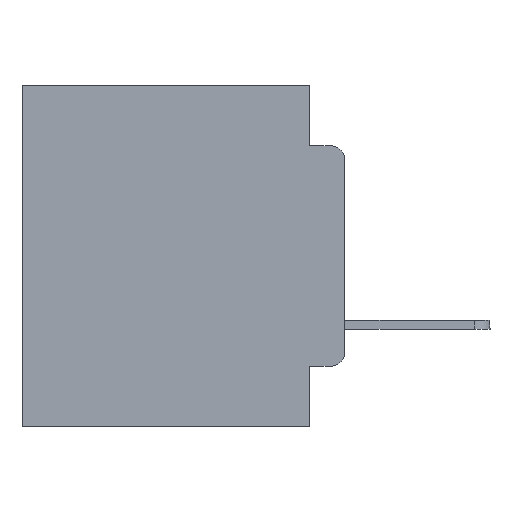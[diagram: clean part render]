
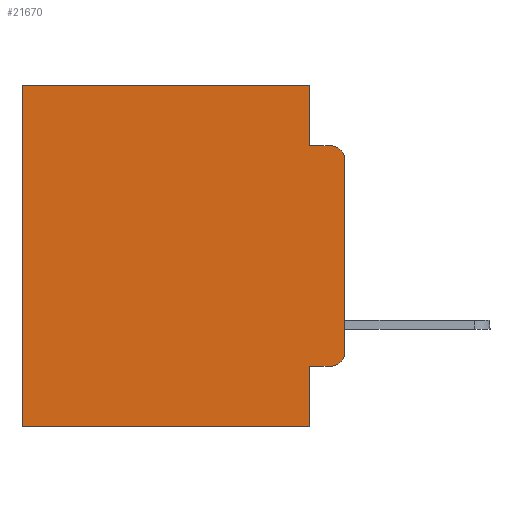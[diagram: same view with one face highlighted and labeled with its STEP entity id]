
A CAD part, left-side view. The second image highlights one B-rep face of the part: STEP entity #21670.
In plain terms, the highlighted planar face has unit normal (-1, 0, 0).
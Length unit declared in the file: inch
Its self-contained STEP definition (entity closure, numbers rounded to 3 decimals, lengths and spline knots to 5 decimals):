
#34 = EDGE_CURVE ( 'NONE', #12079, #22117, #13896, .T. ) ;
#212 = DIRECTION ( 'NONE',  ( 0., -1., 0. ) ) ;
#248 = CARTESIAN_POINT ( 'NONE',  ( 0.298, 0.051, -0.5 ) ) ;
#548 = EDGE_CURVE ( 'NONE', #2492, #3574, #8537, .T. ) ;
#604 = CIRCLE ( 'NONE', #16622, 0.02 ) ;
#992 = VECTOR ( 'NONE', #16740, 39.37008 ) ;
#1032 = ORIENTED_EDGE ( 'NONE', *, *, #23699, .T. ) ;
#1684 = ORIENTED_EDGE ( 'NONE', *, *, #9208, .T. ) ;
#2492 = VERTEX_POINT ( 'NONE', #10127 ) ;
#2657 = DIRECTION ( 'NONE',  ( 0., 1., 0. ) ) ;
#3021 = DIRECTION ( 'NONE',  ( 0., -1., 0. ) ) ;
#3395 = DIRECTION ( 'NONE',  ( 0., 0., -1. ) ) ;
#3574 = VERTEX_POINT ( 'NONE', #16158 ) ;
#3847 = VECTOR ( 'NONE', #14835, 39.37008 ) ;
#4319 = PLANE ( 'NONE',  #13329 ) ;
#4699 = ORIENTED_EDGE ( 'NONE', *, *, #12755, .T. ) ;
#5056 = ORIENTED_EDGE ( 'NONE', *, *, #6346, .F. ) ;
#5370 = DIRECTION ( 'NONE',  ( 0., 1., 0. ) ) ;
#5860 = VECTOR ( 'NONE', #2657, 39.37008 ) ;
#6065 = VECTOR ( 'NONE', #22812, 39.37008 ) ;
#6132 = CARTESIAN_POINT ( 'NONE',  ( 0.298, 0., 0. ) ) ;
#6346 = EDGE_CURVE ( 'NONE', #12984, #13615, #17696, .T. ) ;
#6427 = LINE ( 'NONE', #6132, #3847 ) ;
#6670 = ORIENTED_EDGE ( 'NONE', *, *, #548, .T. ) ;
#6958 = VECTOR ( 'NONE', #212, 39.37008 ) ;
#7291 = DIRECTION ( 'NONE',  ( -1., 0., 0. ) ) ;
#7386 = CARTESIAN_POINT ( 'NONE',  ( 0.298, 0.473, 0. ) ) ;
#8120 = CARTESIAN_POINT ( 'NONE',  ( 0.298, 0.051, 0. ) ) ;
#8158 = EDGE_LOOP ( 'NONE', ( #12384, #1032, #18784, #18689, #1684, #4699, #5056, #12422, #6670, #13446 ) ) ;
#8533 = CARTESIAN_POINT ( 'NONE',  ( 0.298, 0.051, -0.0885 ) ) ;
#8537 = LINE ( 'NONE', #18893, #6958 ) ;
#9208 = EDGE_CURVE ( 'NONE', #20437, #23845, #23004, .T. ) ;
#9489 = CARTESIAN_POINT ( 'NONE',  ( 0.298, 0.051, 0. ) ) ;
#10127 = CARTESIAN_POINT ( 'NONE',  ( 0.298, 0.051, -0.4115 ) ) ;
#11814 = CARTESIAN_POINT ( 'NONE',  ( 0.298, 0., -0.3915 ) ) ;
#12079 = VERTEX_POINT ( 'NONE', #8533 ) ;
#12233 = EDGE_CURVE ( 'NONE', #20437, #12079, #21877, .T. ) ;
#12384 = ORIENTED_EDGE ( 'NONE', *, *, #23761, .F. ) ;
#12422 = ORIENTED_EDGE ( 'NONE', *, *, #23657, .F. ) ;
#12677 = VECTOR ( 'NONE', #3021, 39.37008 ) ;
#12755 = EDGE_CURVE ( 'NONE', #23845, #13615, #22927, .T. ) ;
#12984 = VERTEX_POINT ( 'NONE', #248 ) ;
#13132 = DIRECTION ( 'NONE',  ( -1., 0., 0. ) ) ;
#13295 = VECTOR ( 'NONE', #5370, 39.37008 ) ;
#13329 = AXIS2_PLACEMENT_3D ( 'NONE', #26549, #19918, #15478 ) ;
#13446 = ORIENTED_EDGE ( 'NONE', *, *, #18217, .T. ) ;
#13615 = VERTEX_POINT ( 'NONE', #16258 ) ;
#13672 = CARTESIAN_POINT ( 'NONE',  ( 0.298, 0.051, 0. ) ) ;
#13896 = LINE ( 'NONE', #22667, #12677 ) ;
#14835 = DIRECTION ( 'NONE',  ( 0., 0., -1. ) ) ;
#15478 = DIRECTION ( 'NONE',  ( 0., 0., -1. ) ) ;
#15991 = CIRCLE ( 'NONE', #26558, 0.02 ) ;
#16158 = CARTESIAN_POINT ( 'NONE',  ( 0.298, 0.02, -0.4115 ) ) ;
#16258 = CARTESIAN_POINT ( 'NONE',  ( 0.298, 0.473, -0.5 ) ) ;
#16310 = CARTESIAN_POINT ( 'NONE',  ( 0.298, 0.473, 0. ) ) ;
#16622 = AXIS2_PLACEMENT_3D ( 'NONE', #28351, #13132, #28069 ) ;
#16740 = DIRECTION ( 'NONE',  ( 0., 0., -1. ) ) ;
#16819 = CARTESIAN_POINT ( 'NONE',  ( 0.298, 0., 0. ) ) ;
#17035 = CARTESIAN_POINT ( 'NONE',  ( 0.298, 0.02, -0.0885 ) ) ;
#17696 = LINE ( 'NONE', #26614, #5860 ) ;
#18217 = EDGE_CURVE ( 'NONE', #3574, #19940, #15991, .T. ) ;
#18303 = CARTESIAN_POINT ( 'NONE',  ( 0.298, 0.02, -0.3915 ) ) ;
#18689 = ORIENTED_EDGE ( 'NONE', *, *, #12233, .F. ) ;
#18784 = ORIENTED_EDGE ( 'NONE', *, *, #34, .F. ) ;
#18893 = CARTESIAN_POINT ( 'NONE',  ( 0.298, 0.051, -0.4115 ) ) ;
#19918 = DIRECTION ( 'NONE',  ( 1., 0., 0. ) ) ;
#19940 = VERTEX_POINT ( 'NONE', #11814 ) ;
#20437 = VERTEX_POINT ( 'NONE', #9489 ) ;
#21670 = ADVANCED_FACE ( 'NONE', ( #26128 ), #4319, .F. ) ;
#21877 = LINE ( 'NONE', #13672, #6065 ) ;
#22117 = VERTEX_POINT ( 'NONE', #17035 ) ;
#22667 = CARTESIAN_POINT ( 'NONE',  ( 0.298, 0.051, -0.0885 ) ) ;
#22812 = DIRECTION ( 'NONE',  ( 0., 0., -1. ) ) ;
#22927 = LINE ( 'NONE', #16310, #992 ) ;
#23004 = LINE ( 'NONE', #16819, #13295 ) ;
#23052 = DIRECTION ( 'NONE',  ( 0., 0., -1. ) ) ;
#23657 = EDGE_CURVE ( 'NONE', #2492, #12984, #27776, .T. ) ;
#23699 = EDGE_CURVE ( 'NONE', #26316, #22117, #604, .T. ) ;
#23761 = EDGE_CURVE ( 'NONE', #26316, #19940, #6427, .T. ) ;
#23845 = VERTEX_POINT ( 'NONE', #7386 ) ;
#25751 = CARTESIAN_POINT ( 'NONE',  ( 0.298, 0., -0.1085 ) ) ;
#26128 = FACE_OUTER_BOUND ( 'NONE', #8158, .T. ) ;
#26316 = VERTEX_POINT ( 'NONE', #25751 ) ;
#26549 = CARTESIAN_POINT ( 'NONE',  ( 0.298, 0., 0. ) ) ;
#26558 = AXIS2_PLACEMENT_3D ( 'NONE', #18303, #7291, #23052 ) ;
#26614 = CARTESIAN_POINT ( 'NONE',  ( 0.298, 0., -0.5 ) ) ;
#27776 = LINE ( 'NONE', #8120, #28101 ) ;
#28069 = DIRECTION ( 'NONE',  ( 0., 0., -1. ) ) ;
#28101 = VECTOR ( 'NONE', #3395, 39.37008 ) ;
#28351 = CARTESIAN_POINT ( 'NONE',  ( 0.298, 0.02, -0.1085 ) ) ;
